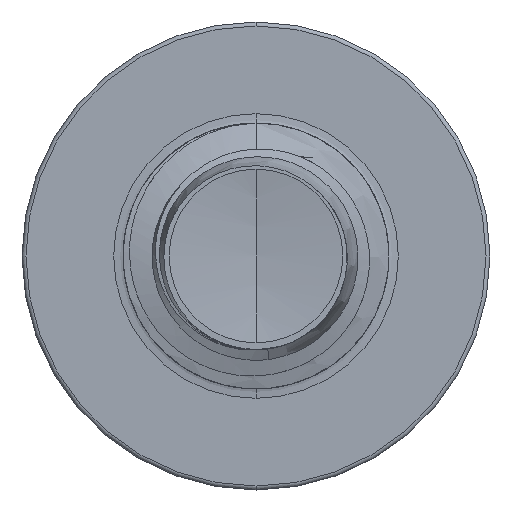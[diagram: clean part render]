
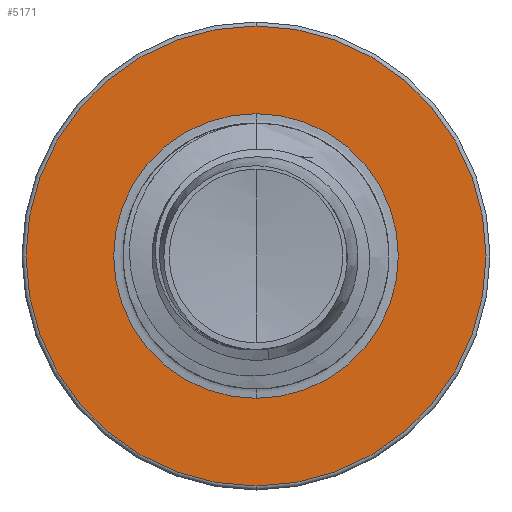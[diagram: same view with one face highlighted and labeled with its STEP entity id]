
A CAD part, front view. The second image highlights one B-rep face of the part: STEP entity #5171.
In plain terms, the highlighted planar face has unit normal (0, -1, 0).
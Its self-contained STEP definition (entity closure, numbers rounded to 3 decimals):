
#1962 = CARTESIAN_POINT ( 'NONE',  ( 0., 17.5, 0. ) ) ;
#2381 = AXIS2_PLACEMENT_3D ( 'NONE', #23592, #7534, #26204 ) ;
#2795 = DIRECTION ( 'NONE',  ( 0., 0., 1. ) ) ;
#3179 = EDGE_LOOP ( 'NONE', ( #5852, #10645 ) ) ;
#4144 = CARTESIAN_POINT ( 'NONE',  ( 0., 17.5, -4.325 ) ) ;
#4864 = DIRECTION ( 'NONE',  ( 0., 0., 1. ) ) ;
#4932 = CARTESIAN_POINT ( 'NONE',  ( 0., 17.5, 0. ) ) ;
#4959 = CIRCLE ( 'NONE', #2381, 4.325 ) ;
#5171 = ADVANCED_FACE ( 'NONE', ( #31275, #24354 ), #23811, .F. ) ;
#5852 = ORIENTED_EDGE ( 'NONE', *, *, #19395, .F. ) ;
#7534 = DIRECTION ( 'NONE',  ( 0., 1., 0. ) ) ;
#7749 = DIRECTION ( 'NONE',  ( 0., 0., 1. ) ) ;
#7779 = DIRECTION ( 'NONE',  ( 0., 1., 0. ) ) ;
#10480 = CARTESIAN_POINT ( 'NONE',  ( 0., 17.5, -2.677 ) ) ;
#10645 = ORIENTED_EDGE ( 'NONE', *, *, #23189, .F. ) ;
#10759 = EDGE_CURVE ( 'NONE', #32592, #11678, #11985, .T. ) ;
#11678 = VERTEX_POINT ( 'NONE', #19420 ) ;
#11985 = CIRCLE ( 'NONE', #17754, 2.677 ) ;
#17168 = VERTEX_POINT ( 'NONE', #4144 ) ;
#17754 = AXIS2_PLACEMENT_3D ( 'NONE', #4932, #23784, #7749 ) ;
#18469 = ORIENTED_EDGE ( 'NONE', *, *, #10759, .T. ) ;
#19333 = DIRECTION ( 'NONE',  ( 0., 1., 0. ) ) ;
#19395 = EDGE_CURVE ( 'NONE', #28479, #17168, #34556, .T. ) ;
#19420 = CARTESIAN_POINT ( 'NONE',  ( 0., 17.5, 2.677 ) ) ;
#21167 = DIRECTION ( 'NONE',  ( 0., 1., 0. ) ) ;
#22406 = AXIS2_PLACEMENT_3D ( 'NONE', #10480, #7779, #26436 ) ;
#23189 = EDGE_CURVE ( 'NONE', #17168, #28479, #4959, .T. ) ;
#23592 = CARTESIAN_POINT ( 'NONE',  ( 0., 17.5, 0. ) ) ;
#23784 = DIRECTION ( 'NONE',  ( 0., 1., 0. ) ) ;
#23811 = PLANE ( 'NONE',  #22406 ) ;
#24354 = FACE_BOUND ( 'NONE', #34502, .T. ) ;
#25472 = AXIS2_PLACEMENT_3D ( 'NONE', #34848, #19333, #2795 ) ;
#26204 = DIRECTION ( 'NONE',  ( 0., 0., 1. ) ) ;
#26436 = DIRECTION ( 'NONE',  ( 0., 0., 1. ) ) ;
#27458 = AXIS2_PLACEMENT_3D ( 'NONE', #1962, #21167, #4864 ) ;
#27720 = CARTESIAN_POINT ( 'NONE',  ( 0., 17.5, 4.325 ) ) ;
#28479 = VERTEX_POINT ( 'NONE', #27720 ) ;
#30211 = CARTESIAN_POINT ( 'NONE',  ( 0., 17.5, -2.677 ) ) ;
#30767 = EDGE_CURVE ( 'NONE', #11678, #32592, #34483, .T. ) ;
#31275 = FACE_OUTER_BOUND ( 'NONE', #3179, .T. ) ;
#32592 = VERTEX_POINT ( 'NONE', #30211 ) ;
#33757 = ORIENTED_EDGE ( 'NONE', *, *, #30767, .T. ) ;
#34483 = CIRCLE ( 'NONE', #27458, 2.677 ) ;
#34502 = EDGE_LOOP ( 'NONE', ( #33757, #18469 ) ) ;
#34556 = CIRCLE ( 'NONE', #25472, 4.325 ) ;
#34848 = CARTESIAN_POINT ( 'NONE',  ( 0., 17.5, 0. ) ) ;
